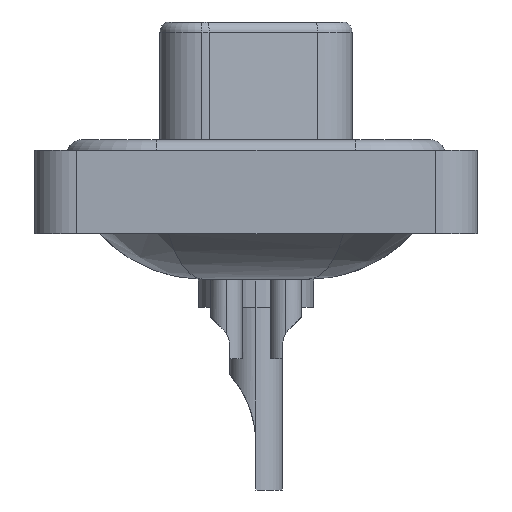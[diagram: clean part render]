
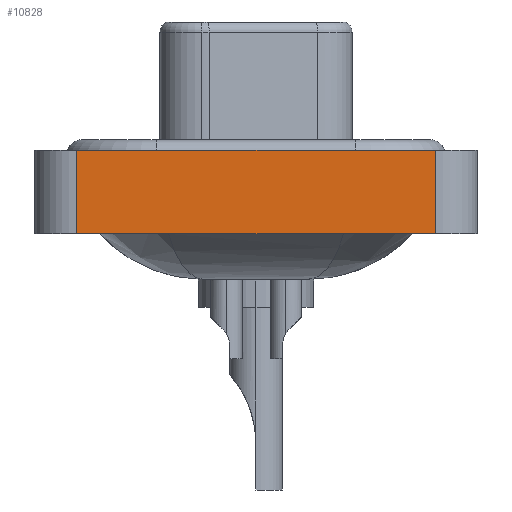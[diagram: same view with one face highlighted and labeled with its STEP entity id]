
A CAD part, left-side view. The second image highlights one B-rep face of the part: STEP entity #10828.
In plain terms, the highlighted planar face has unit normal (-1, 0, 0).
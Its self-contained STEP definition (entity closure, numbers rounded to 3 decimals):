
#2033 = EDGE_CURVE ( 'NONE', #18147, #15493, #17281, .T. ) ;
#2922 = EDGE_CURVE ( 'NONE', #18184, #10244, #3573, .T. ) ;
#3192 = DIRECTION ( 'NONE',  ( 0., -1., 0. ) ) ;
#3573 = LINE ( 'NONE', #7285, #17942 ) ;
#3590 = CARTESIAN_POINT ( 'NONE',  ( -7.25, -8.55, 0.4 ) ) ;
#4122 = CARTESIAN_POINT ( 'NONE',  ( -7.25, 8.55, -3.6 ) ) ;
#4159 = AXIS2_PLACEMENT_3D ( 'NONE', #9202, #7712, #11956 ) ;
#4623 = LINE ( 'NONE', #17252, #5229 ) ;
#4679 = EDGE_LOOP ( 'NONE', ( #17407, #8658, #17156, #17643 ) ) ;
#5186 = EDGE_CURVE ( 'NONE', #15493, #10244, #16659, .T. ) ;
#5229 = VECTOR ( 'NONE', #8772, 1000. ) ;
#6239 = FACE_OUTER_BOUND ( 'NONE', #4679, .T. ) ;
#7285 = CARTESIAN_POINT ( 'NONE',  ( -7.25, -8.55, 0.4 ) ) ;
#7423 = EDGE_CURVE ( 'NONE', #18147, #18184, #4623, .T. ) ;
#7501 = CARTESIAN_POINT ( 'NONE',  ( -7.25, 8.55, 0.4 ) ) ;
#7712 = DIRECTION ( 'NONE',  ( -1., 0., 0. ) ) ;
#7900 = VECTOR ( 'NONE', #3192, 1000. ) ;
#8658 = ORIENTED_EDGE ( 'NONE', *, *, #2922, .F. ) ;
#8772 = DIRECTION ( 'NONE',  ( 0., 0., 1. ) ) ;
#8814 = CARTESIAN_POINT ( 'NONE',  ( -7.25, -8.55, -3.6 ) ) ;
#9202 = CARTESIAN_POINT ( 'NONE',  ( -7.25, -8.55, -3.6 ) ) ;
#10244 = VERTEX_POINT ( 'NONE', #3590 ) ;
#10828 = ADVANCED_FACE ( 'NONE', ( #6239 ), #13401, .T. ) ;
#11956 = DIRECTION ( 'NONE',  ( 0., 0., 1. ) ) ;
#12602 = VECTOR ( 'NONE', #17960, 1000. ) ;
#13401 = PLANE ( 'NONE',  #4159 ) ;
#15493 = VERTEX_POINT ( 'NONE', #16452 ) ;
#16452 = CARTESIAN_POINT ( 'NONE',  ( -7.25, -8.55, -3.6 ) ) ;
#16659 = LINE ( 'NONE', #18128, #12602 ) ;
#17073 = DIRECTION ( 'NONE',  ( 0., -1., 0. ) ) ;
#17156 = ORIENTED_EDGE ( 'NONE', *, *, #7423, .F. ) ;
#17252 = CARTESIAN_POINT ( 'NONE',  ( -7.25, 8.55, -3.6 ) ) ;
#17281 = LINE ( 'NONE', #8814, #7900 ) ;
#17407 = ORIENTED_EDGE ( 'NONE', *, *, #5186, .T. ) ;
#17643 = ORIENTED_EDGE ( 'NONE', *, *, #2033, .T. ) ;
#17942 = VECTOR ( 'NONE', #17073, 1000. ) ;
#17960 = DIRECTION ( 'NONE',  ( 0., 0., 1. ) ) ;
#18128 = CARTESIAN_POINT ( 'NONE',  ( -7.25, -8.55, -3.6 ) ) ;
#18147 = VERTEX_POINT ( 'NONE', #4122 ) ;
#18184 = VERTEX_POINT ( 'NONE', #7501 ) ;
